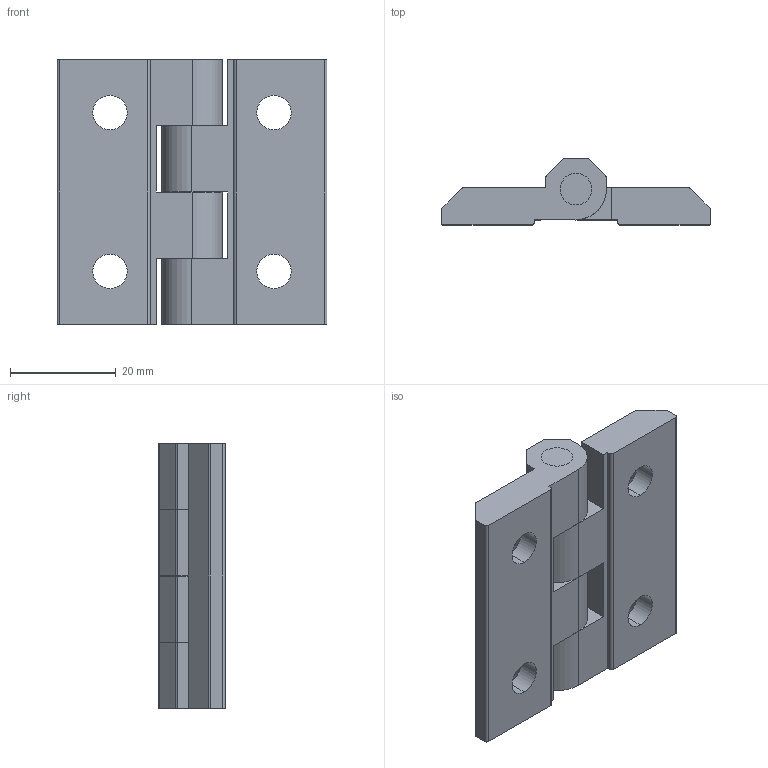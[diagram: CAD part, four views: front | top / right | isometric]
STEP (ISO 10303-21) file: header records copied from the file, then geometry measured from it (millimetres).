
FILE_DESCRIPTION (( 'STEP AP214' ), '1' );
FILE_NAME ('3535小合页.STEP', '2019-07-26T00:45:20', ( '微软用户' ), ( '微软中国' ), 'SwSTEP 2.0', 'SolidWorks 2015', '' );
FILE_SCHEMA (( 'AUTOMOTIVE_DESIGN' ));
Length unit declared in the file: millimetre
Products named in the file (4): O6; 3535_S; 3535苤磁珜
Assembly tree (3 placements, depth 2):
  3535苤磁珜
    3535_S
    3535_S
    O6
Bounding box: 51 x 12.5 x 50 mm (x, y, z)
Volume: 16776.6 mm3; surface area: 9730.9 mm2
Topology: 3 solids, 3 shells, 256 faces, 727 edges, 482 vertices
Faces by surface type: plane 174, cylinder 44, bspline 30, cone 8
Entity records: 9319 total; most frequent: CARTESIAN_POINT 2713, ORIENTED_EDGE 1454, DIRECTION 1171, EDGE_CURVE 727, VECTOR 507, LINE 507, VERTEX_POINT 482, AXIS2_PLACEMENT_3D 332
